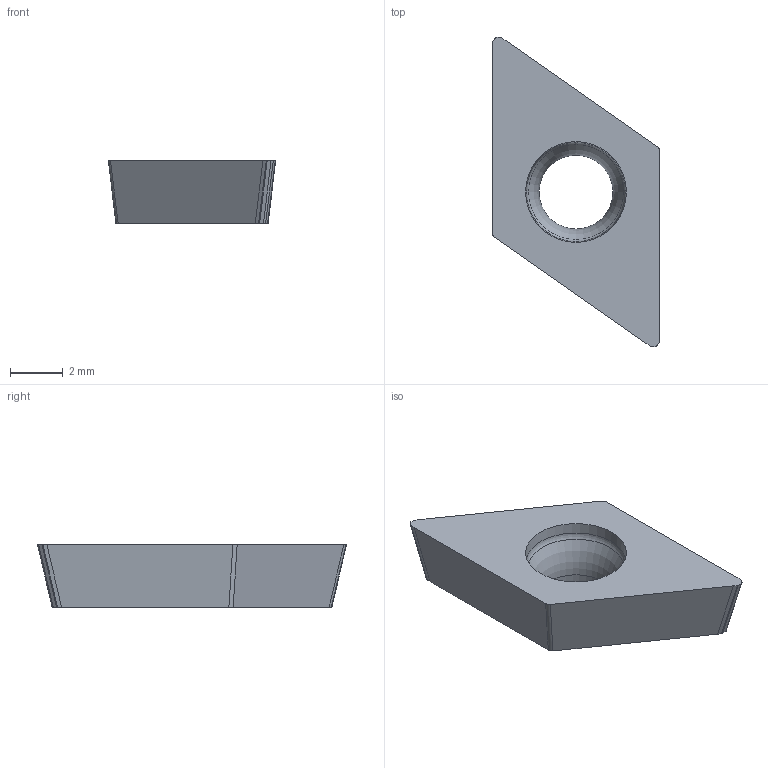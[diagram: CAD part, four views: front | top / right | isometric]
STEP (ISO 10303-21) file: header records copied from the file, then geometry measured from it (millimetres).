
FILE_DESCRIPTION(/* description */ (''),/* implementation_level */ '2;1');
FILE_NAME(/* name */ 'aaa319606_a.stp',/* time_stamp */ '2018-06-08T14:56:26+02:00',/* author */ (''),/* organization */ ('SMS'),/* preprocessor_version */ 'ST-DEVELOPER v15',/* originating_system */ 'SIEMENS PLM Software NX 8.5',/* authorisation */ '');
FILE_SCHEMA (('AUTOMOTIVE_DESIGN { 1 0 10303 214 3 1 1 1 }'));
Length unit declared in the file: millimetre
Products named in the file (1): AAA319606_A
Bounding box: 6.35 x 11.72 x 2.38 mm (x, y, z)
Volume: 86.8 mm3; surface area: 165.9 mm2
Topology: 1 solids, 1 shells, 26 faces, 71 edges, 49 vertices
Faces by surface type: extrusion 16, plane 6, torus 2, cylinder 1, cone 1
Full cylindrical faces by diameter (mm): 2.8 x1
Entity records: 1142 total; most frequent: CARTESIAN_POINT 459, ORIENTED_EDGE 130, DIRECTION 112, EDGE_CURVE 65, VERTEX_POINT 45, VECTOR 44, AXIS2_PLACEMENT_3D 34, B_SPLINE_CURVE_WITH_KNOTS 33
